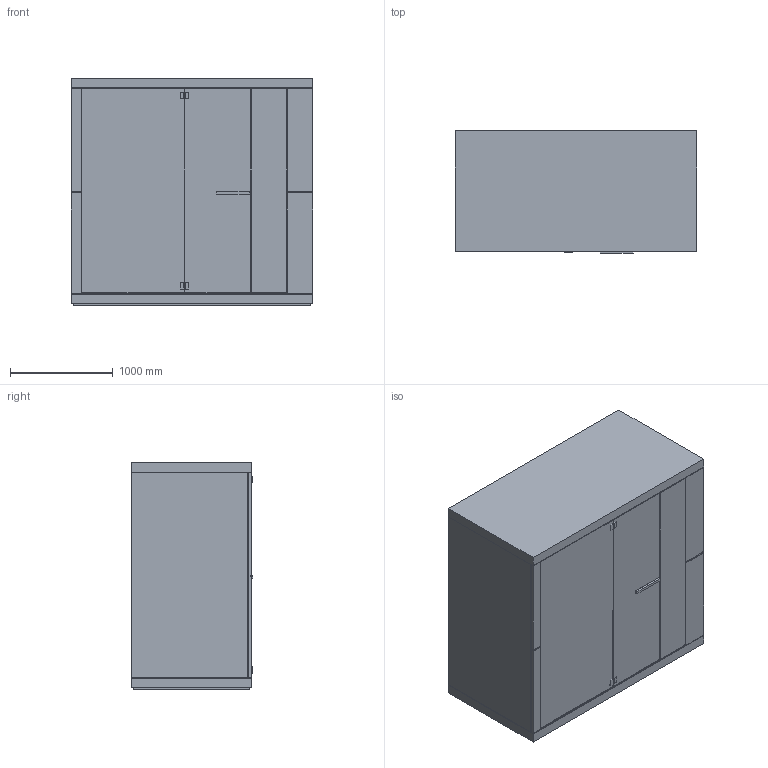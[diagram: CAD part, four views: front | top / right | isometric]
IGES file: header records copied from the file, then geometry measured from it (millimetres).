
Global section: file name: No Iges File Name specified; native system: Autodesk Inventor 2011; preprocessor: AutoDesk Inventor Iges Exporter R2011; author: Administrator; date: 20141202.190845; units: millimetre
Bounding box: 2350.15 x 1187 x 2220 mm (x, y, z)
Volume: 1822388212.3 mm3; surface area: 57805766.1 mm2
Topology: 89 solids, 89 shells, 705 faces, 1515 edges, 998 vertices
Faces by surface type: plane 627, revolution 77, cylinder 1
